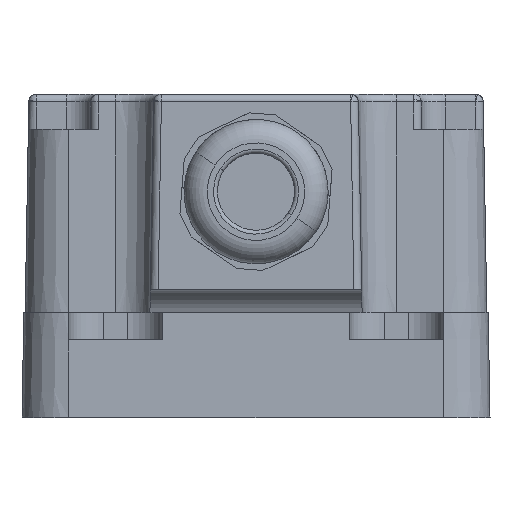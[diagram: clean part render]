
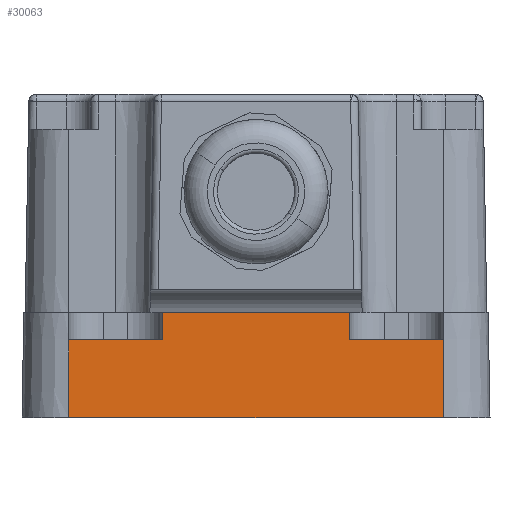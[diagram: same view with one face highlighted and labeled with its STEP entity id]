
A CAD part, front view. The second image highlights one B-rep face of the part: STEP entity #30063.
In plain terms, the highlighted planar face has unit normal (0, -1, 0.018).
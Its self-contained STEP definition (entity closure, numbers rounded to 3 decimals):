
#30046=AXIS2_PLACEMENT_3D('Plane Axis2P3D',#30043,#30044,#30045) ;
#121=CARTESIAN_POINT('Vertex',(54.,26.332,0.)) ;
#124=CARTESIAN_POINT('Line Origine',(30.,26.332,0.)) ;
#128=CARTESIAN_POINT('Vertex',(6.,26.332,0.)) ;
#3630=CARTESIAN_POINT('Vertex',(18.,26.507,10.)) ;
#3660=CARTESIAN_POINT('Vertex',(6.,26.507,10.)) ;
#3663=CARTESIAN_POINT('Line Origine',(12.,26.507,10.)) ;
#3768=CARTESIAN_POINT('Vertex',(18.,26.568,13.5)) ;
#3771=CARTESIAN_POINT('Line Origine',(30.,26.568,13.5)) ;
#3775=CARTESIAN_POINT('Vertex',(42.,26.568,13.5)) ;
#3800=CARTESIAN_POINT('Vertex',(42.,26.507,10.)) ;
#3817=CARTESIAN_POINT('Line Origine',(42.,26.537,11.75)) ;
#3847=CARTESIAN_POINT('Vertex',(54.,26.507,10.)) ;
#29570=CARTESIAN_POINT('Line Origine',(48.,26.507,10.)) ;
#29667=CARTESIAN_POINT('Line Origine',(18.,26.537,11.75)) ;
#30029=CARTESIAN_POINT('Line Origine',(54.,-8696.871,-499751.978)) ;
#30043=CARTESIAN_POINT('Axis2P3D Location',(0.,26.332,0.)) ;
#30048=CARTESIAN_POINT('Line Origine',(6.,26.419,5.)) ;
#125=DIRECTION('Vector Direction',(1.,0.,0.)) ;
#3664=DIRECTION('Vector Direction',(1.,0.,0.)) ;
#3772=DIRECTION('Vector Direction',(1.,0.,0.)) ;
#3818=DIRECTION('Vector Direction',(0.,-0.017,-1.)) ;
#29571=DIRECTION('Vector Direction',(1.,0.,0.)) ;
#29668=DIRECTION('Vector Direction',(0.,-0.017,-1.)) ;
#30030=DIRECTION('Vector Direction',(0.,-0.017,-1.)) ;
#30044=DIRECTION('Axis2P3D Direction',(0.,1.,-0.017)) ;
#30045=DIRECTION('Axis2P3D XDirection',(1.,0.,0.)) ;
#30049=DIRECTION('Vector Direction',(0.,-0.017,-1.)) ;
#126=VECTOR('Line Direction',#125,1.) ;
#3665=VECTOR('Line Direction',#3664,1.) ;
#3773=VECTOR('Line Direction',#3772,1.) ;
#3819=VECTOR('Line Direction',#3818,1.) ;
#29572=VECTOR('Line Direction',#29571,1.) ;
#29669=VECTOR('Line Direction',#29668,1.) ;
#30031=VECTOR('Line Direction',#30030,1.) ;
#30050=VECTOR('Line Direction',#30049,1.) ;
#30054=ORIENTED_EDGE('',*,*,#30052,.F.) ;
#30055=ORIENTED_EDGE('',*,*,#130,.F.) ;
#30056=ORIENTED_EDGE('',*,*,#30033,.T.) ;
#30057=ORIENTED_EDGE('',*,*,#29574,.T.) ;
#30058=ORIENTED_EDGE('',*,*,#3821,.F.) ;
#30059=ORIENTED_EDGE('',*,*,#3777,.F.) ;
#30060=ORIENTED_EDGE('',*,*,#29671,.T.) ;
#30061=ORIENTED_EDGE('',*,*,#3667,.F.) ;
#30063=ADVANCED_FACE('Hauptk\X2\00F6\X0\rper.1',(#30062),#30047,.F.) ;
#130=EDGE_CURVE('',#122,#129,#127,.F.) ;
#3667=EDGE_CURVE('',#3661,#3631,#3666,.T.) ;
#3777=EDGE_CURVE('',#3769,#3776,#3774,.T.) ;
#3821=EDGE_CURVE('',#3776,#3801,#3820,.T.) ;
#29574=EDGE_CURVE('',#3848,#3801,#29573,.F.) ;
#29671=EDGE_CURVE('',#3769,#3631,#29670,.T.) ;
#30033=EDGE_CURVE('',#122,#3848,#30032,.F.) ;
#30052=EDGE_CURVE('',#129,#3661,#30051,.F.) ;
#30053=EDGE_LOOP('',(#30054,#30055,#30056,#30057,#30058,#30059,#30060,#30061)) ;
#30062=FACE_OUTER_BOUND('',#30053,.T.) ;
#127=LINE('Line',#124,#126) ;
#3666=LINE('Line',#3663,#3665) ;
#3774=LINE('Line',#3771,#3773) ;
#3820=LINE('Line',#3817,#3819) ;
#29573=LINE('Line',#29570,#29572) ;
#29670=LINE('Line',#29667,#29669) ;
#30032=LINE('Line',#30029,#30031) ;
#30051=LINE('Line',#30048,#30050) ;
#30047=PLANE('',#30046) ;
#122=VERTEX_POINT('',#121) ;
#129=VERTEX_POINT('',#128) ;
#3631=VERTEX_POINT('',#3630) ;
#3661=VERTEX_POINT('',#3660) ;
#3769=VERTEX_POINT('',#3768) ;
#3776=VERTEX_POINT('',#3775) ;
#3801=VERTEX_POINT('',#3800) ;
#3848=VERTEX_POINT('',#3847) ;
